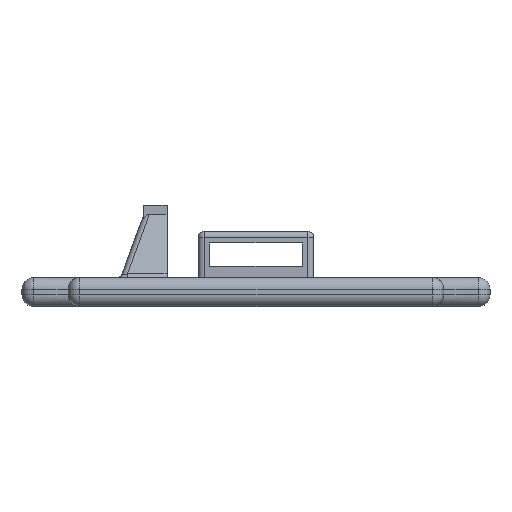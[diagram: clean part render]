
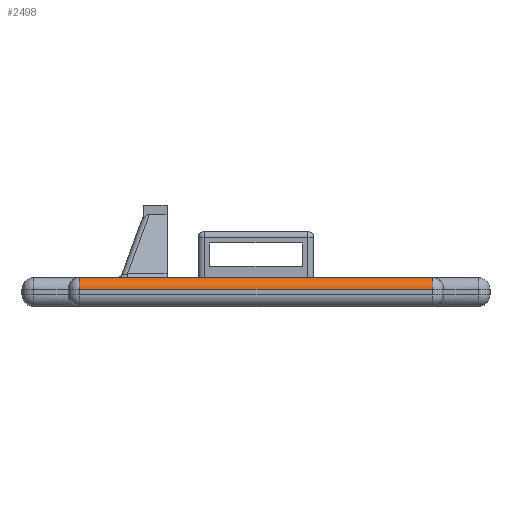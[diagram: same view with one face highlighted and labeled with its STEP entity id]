
A CAD part, front view. The second image highlights one B-rep face of the part: STEP entity #2498.
In plain terms, the highlighted cylindrical face has radius 2 mm (diameter 4 mm), a partial arc.
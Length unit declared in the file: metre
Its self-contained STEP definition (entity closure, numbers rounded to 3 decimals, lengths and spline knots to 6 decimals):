
#68=CYLINDRICAL_SURFACE('',#2748,0.002);
#208=CIRCLE('',#2741,0.002);
#210=CIRCLE('',#2749,0.002);
#683=ORIENTED_EDGE('',*,*,#1242,.T.);
#684=ORIENTED_EDGE('',*,*,#1089,.F.);
#685=ORIENTED_EDGE('',*,*,#1246,.F.);
#686=ORIENTED_EDGE('',*,*,#1023,.F.);
#1023=EDGE_CURVE('',#1380,#1381,#1584,.T.);
#1089=EDGE_CURVE('',#1446,#1447,#1646,.F.);
#1242=EDGE_CURVE('',#1380,#1447,#208,.F.);
#1246=EDGE_CURVE('',#1381,#1446,#210,.T.);
#1380=VERTEX_POINT('',#3794);
#1381=VERTEX_POINT('',#3796);
#1446=VERTEX_POINT('',#3932);
#1447=VERTEX_POINT('',#3934);
#1584=LINE('',#3795,#1813);
#1646=LINE('',#3933,#1875);
#1813=VECTOR('',#2948,1.);
#1875=VECTOR('',#3030,1.);
#2101=EDGE_LOOP('',(#683,#684,#685,#686));
#2280=FACE_BOUND('',#2101,.T.);
#2498=ADVANCED_FACE('',(#2280),#68,.T.);
#2741=AXIS2_PLACEMENT_3D('',#4233,#3390,#3391);
#2748=AXIS2_PLACEMENT_3D('',#4240,#3404,#3405);
#2749=AXIS2_PLACEMENT_3D('',#4241,#3406,#3407);
#2948=DIRECTION('',(1.,0.,0.));
#3030=DIRECTION('',(1.,0.,0.));
#3390=DIRECTION('',(-1.,0.,0.));
#3391=DIRECTION('',(0.,0.,1.));
#3404=DIRECTION('',(-1.,0.,0.));
#3405=DIRECTION('',(0.,0.,1.));
#3406=DIRECTION('',(1.,0.,0.));
#3407=DIRECTION('',(0.,0.,-1.));
#3794=CARTESIAN_POINT('',(-0.019387,-0.033161,0.005));
#3795=CARTESIAN_POINT('',(0.043613,-0.033161,0.005));
#3796=CARTESIAN_POINT('',(0.041613,-0.033161,0.005));
#3932=CARTESIAN_POINT('',(0.041613,-0.035161,0.003));
#3933=CARTESIAN_POINT('',(-0.021387,-0.035161,0.003));
#3934=CARTESIAN_POINT('',(-0.019387,-0.035161,0.003));
#4233=CARTESIAN_POINT('',(-0.019387,-0.033161,0.003));
#4240=CARTESIAN_POINT('',(0.011113,-0.033161,0.003));
#4241=CARTESIAN_POINT('',(0.041613,-0.033161,0.003));
